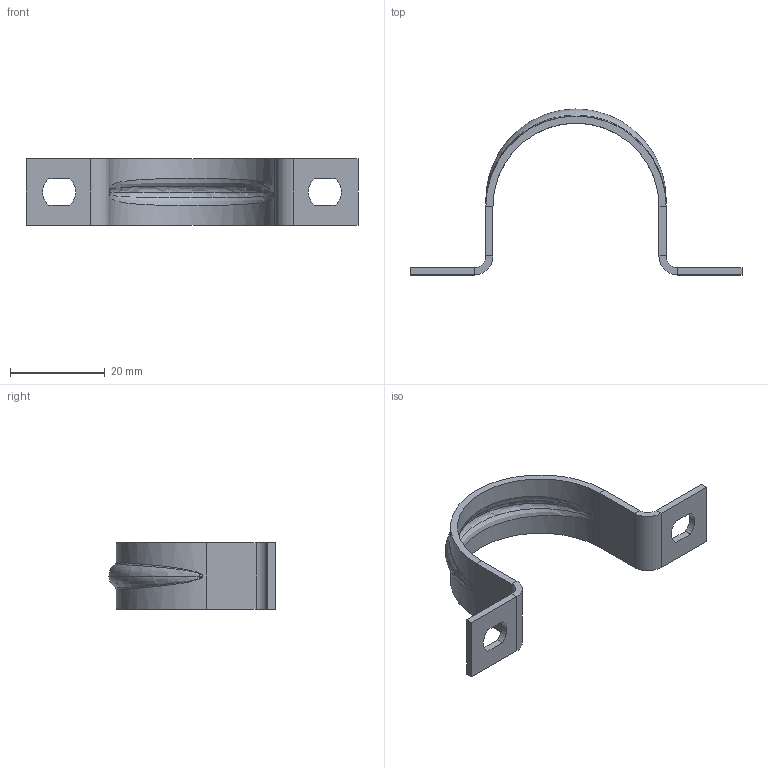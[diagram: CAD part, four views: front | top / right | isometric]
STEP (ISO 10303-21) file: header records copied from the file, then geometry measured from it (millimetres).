
FILE_DESCRIPTION (( 'STEP AP214' ), '1' );
FILE_NAME ('1018353.STEP', '2026-02-10T09:33:28', ( '' ), ( '' ), 'SwSTEP 2.0', 'SolidWorks 2024', '' );
FILE_SCHEMA (( 'AUTOMOTIVE_DESIGN' ));
Length unit declared in the file: millimetre
Products named in the file (1): 1018353
Bounding box: 70 x 35 x 14 mm (x, y, z)
Volume: 2383.6 mm3; surface area: 3631 mm2
Topology: 1 solids, 1 shells, 54 faces, 118 edges, 68 vertices
Faces by surface type: plane 28, torus 12, cylinder 10, bspline 4
Entity records: 2831 total; most frequent: CARTESIAN_POINT 1645, DIRECTION 242, ORIENTED_EDGE 236, EDGE_CURVE 118, AXIS2_PLACEMENT_3D 89, VERTEX_POINT 68, VECTOR 64, LINE 64
